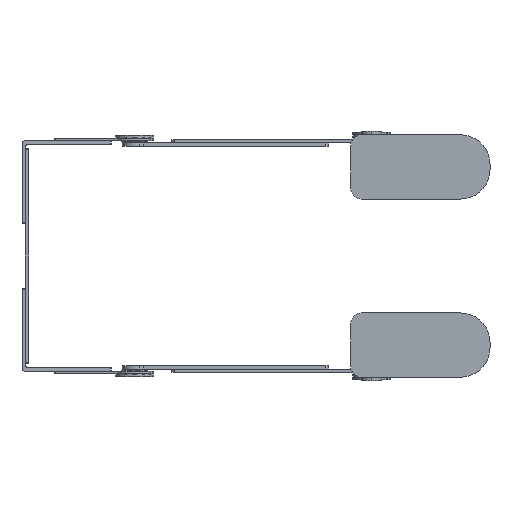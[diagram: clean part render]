
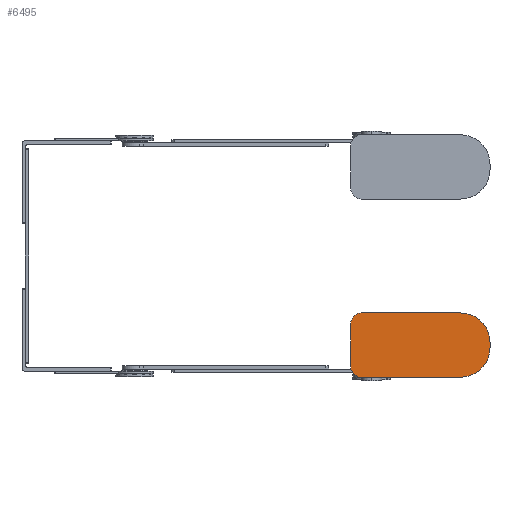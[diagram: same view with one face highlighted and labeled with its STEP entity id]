
A CAD part, front view. The second image highlights one B-rep face of the part: STEP entity #6495.
In plain terms, the highlighted planar face has unit normal (0, -1, 0).
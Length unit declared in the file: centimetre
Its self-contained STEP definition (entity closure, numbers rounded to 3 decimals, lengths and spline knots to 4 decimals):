
#432 = DIRECTION ( 'NONE',  ( 1., 0., 0. ) ) ;
#446 = VECTOR ( 'NONE', #432, 100. ) ;
#679 = CIRCLE ( 'NONE', #14859, 2. ) ;
#1119 = DIRECTION ( 'NONE',  ( 0., 0., 1. ) ) ;
#1854 = LINE ( 'NONE', #15073, #446 ) ;
#1937 = CARTESIAN_POINT ( 'NONE',  ( 13., 0., 6. ) ) ;
#2018 = CIRCLE ( 'NONE', #4967, 5.5 ) ;
#2063 = EDGE_CURVE ( 'NONE', #7781, #2870, #22870, .T. ) ;
#2289 = DIRECTION ( 'NONE',  ( 0., 0., -1. ) ) ;
#2352 = CARTESIAN_POINT ( 'NONE',  ( 13., 0., -0.5 ) ) ;
#2870 = VERTEX_POINT ( 'NONE', #16437 ) ;
#3495 = CARTESIAN_POINT ( 'NONE',  ( -13., 0., -6. ) ) ;
#3657 = AXIS2_PLACEMENT_3D ( 'NONE', #18633, #9565, #15044 ) ;
#3744 = ORIENTED_EDGE ( 'NONE', *, *, #15658, .T. ) ;
#4014 = ORIENTED_EDGE ( 'NONE', *, *, #10590, .T. ) ;
#4074 = DIRECTION ( 'NONE',  ( 0., -1., 0. ) ) ;
#4105 = FACE_OUTER_BOUND ( 'NONE', #11718, .T. ) ;
#4779 = CIRCLE ( 'NONE', #3657, 2. ) ;
#4790 = EDGE_CURVE ( 'NONE', #9207, #2870, #4779, .T. ) ;
#4967 = AXIS2_PLACEMENT_3D ( 'NONE', #7905, #13125, #11469 ) ;
#5109 = ORIENTED_EDGE ( 'NONE', *, *, #19601, .T. ) ;
#5464 = CARTESIAN_POINT ( 'NONE',  ( -11., 0., 4. ) ) ;
#5675 = CARTESIAN_POINT ( 'NONE',  ( 7.5, 0., -0.5 ) ) ;
#5811 = EDGE_CURVE ( 'NONE', #10995, #23104, #1854, .T. ) ;
#6495 = ADVANCED_FACE ( 'NONE', ( #4105 ), #11361, .T. ) ;
#6632 = CARTESIAN_POINT ( 'NONE',  ( -11., 0., 6. ) ) ;
#6772 = ORIENTED_EDGE ( 'NONE', *, *, #4790, .T. ) ;
#7516 = CIRCLE ( 'NONE', #8886, 5.5 ) ;
#7689 = VERTEX_POINT ( 'NONE', #19367 ) ;
#7781 = VERTEX_POINT ( 'NONE', #23292 ) ;
#7905 = CARTESIAN_POINT ( 'NONE',  ( 7.5, 0., 0.5 ) ) ;
#8095 = VECTOR ( 'NONE', #9444, 100. ) ;
#8886 = AXIS2_PLACEMENT_3D ( 'NONE', #5675, #4074, #11152 ) ;
#9207 = VERTEX_POINT ( 'NONE', #13362 ) ;
#9289 = ORIENTED_EDGE ( 'NONE', *, *, #18994, .F. ) ;
#9444 = DIRECTION ( 'NONE',  ( 0., 0., -1. ) ) ;
#9565 = DIRECTION ( 'NONE',  ( 0., -1., 0. ) ) ;
#10431 = ORIENTED_EDGE ( 'NONE', *, *, #2063, .F. ) ;
#10590 = EDGE_CURVE ( 'NONE', #10995, #11615, #679, .T. ) ;
#10701 = DIRECTION ( 'NONE',  ( 0., 0., -1. ) ) ;
#10995 = VERTEX_POINT ( 'NONE', #6632 ) ;
#11152 = DIRECTION ( 'NONE',  ( 0., 0., -1. ) ) ;
#11361 = PLANE ( 'NONE',  #16150 ) ;
#11469 = DIRECTION ( 'NONE',  ( 0., 0., -1. ) ) ;
#11615 = VERTEX_POINT ( 'NONE', #22960 ) ;
#11718 = EDGE_LOOP ( 'NONE', ( #22586, #6772, #10431, #5109, #9289, #3744, #16399, #4014 ) ) ;
#13125 = DIRECTION ( 'NONE',  ( 0., -1., 0. ) ) ;
#13362 = CARTESIAN_POINT ( 'NONE',  ( -13., 0., -4. ) ) ;
#14400 = LINE ( 'NONE', #17362, #20122 ) ;
#14855 = VECTOR ( 'NONE', #21594, 100. ) ;
#14859 = AXIS2_PLACEMENT_3D ( 'NONE', #5464, #16206, #10701 ) ;
#15044 = DIRECTION ( 'NONE',  ( 0., 0., -1. ) ) ;
#15073 = CARTESIAN_POINT ( 'NONE',  ( -13., 0., 6. ) ) ;
#15118 = DIRECTION ( 'NONE',  ( 0., -1., 0. ) ) ;
#15658 = EDGE_CURVE ( 'NONE', #7689, #23104, #2018, .T. ) ;
#16150 = AXIS2_PLACEMENT_3D ( 'NONE', #16620, #15118, #2289 ) ;
#16206 = DIRECTION ( 'NONE',  ( 0., -1., 0. ) ) ;
#16399 = ORIENTED_EDGE ( 'NONE', *, *, #5811, .F. ) ;
#16437 = CARTESIAN_POINT ( 'NONE',  ( -11., 0., -6. ) ) ;
#16620 = CARTESIAN_POINT ( 'NONE',  ( 0., 0., 0. ) ) ;
#17362 = CARTESIAN_POINT ( 'NONE',  ( -13., 0., 6. ) ) ;
#18073 = CARTESIAN_POINT ( 'NONE',  ( 7.5, 0., 6. ) ) ;
#18633 = CARTESIAN_POINT ( 'NONE',  ( -11., 0., -4. ) ) ;
#18994 = EDGE_CURVE ( 'NONE', #7689, #22046, #21427, .T. ) ;
#19367 = CARTESIAN_POINT ( 'NONE',  ( 13., 0., 0.5 ) ) ;
#19601 = EDGE_CURVE ( 'NONE', #7781, #22046, #7516, .T. ) ;
#20122 = VECTOR ( 'NONE', #1119, 100. ) ;
#21427 = LINE ( 'NONE', #1937, #8095 ) ;
#21594 = DIRECTION ( 'NONE',  ( -1., 0., 0. ) ) ;
#22046 = VERTEX_POINT ( 'NONE', #2352 ) ;
#22586 = ORIENTED_EDGE ( 'NONE', *, *, #22852, .F. ) ;
#22852 = EDGE_CURVE ( 'NONE', #9207, #11615, #14400, .T. ) ;
#22870 = LINE ( 'NONE', #3495, #14855 ) ;
#22960 = CARTESIAN_POINT ( 'NONE',  ( -13., 0., 4. ) ) ;
#23104 = VERTEX_POINT ( 'NONE', #18073 ) ;
#23292 = CARTESIAN_POINT ( 'NONE',  ( 7.5, 0., -6. ) ) ;
